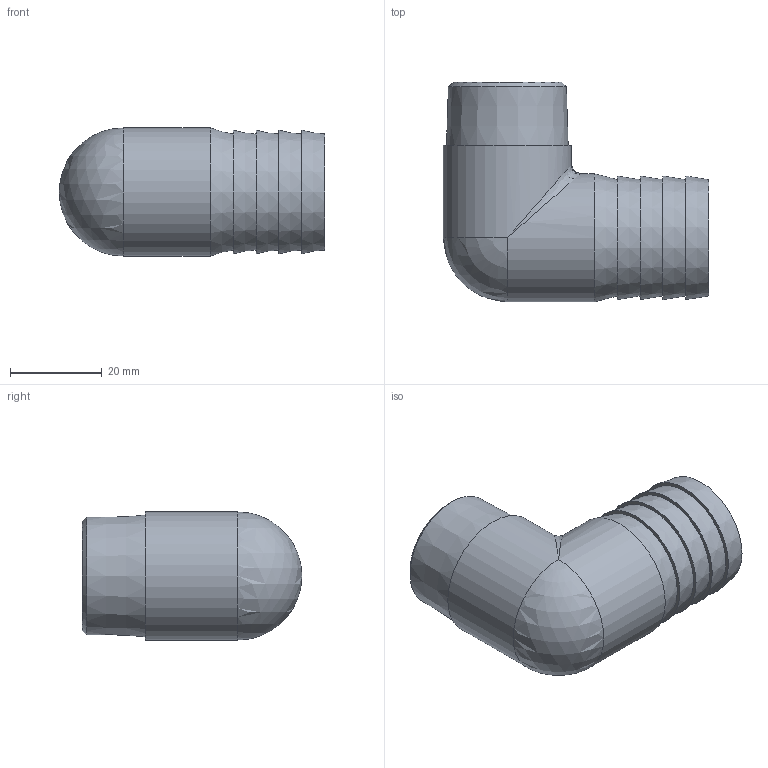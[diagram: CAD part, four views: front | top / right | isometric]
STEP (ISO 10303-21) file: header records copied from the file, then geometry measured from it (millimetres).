
FILE_DESCRIPTION(/* description */ (''),/* implementation_level */ '2;1');
FILE_NAME(/* name */ '3D_R304-SL-DN20_172564310.stp',/* time_stamp */ '2021-07-22T09:15:50+02:00',/* author */ ('cad'),/* organization */ (''),/* preprocessor_version */ 'ST-DEVELOPER v18.1',/* originating_system */ 'Autodesk Inventor 2022',/* authorisation */ '');
FILE_SCHEMA (('AUTOMOTIVE_DESIGN { 1 0 10303 214 3 1 1 }'));
Length unit declared in the file: millimetre
Products named in the file (1): 3D_R304-SL-DN20_172564310
Bounding box: 58 x 48 x 28 mm (x, y, z)
Volume: 17605.8 mm3; surface area: 12114 mm2
Topology: 1 solids, 1 shells, 24 faces, 53 edges, 28 vertices
Faces by surface type: cone 9, plane 7, cylinder 4, bspline 2, sphere 2
Full cylindrical faces by diameter (mm): 21 x2, 28 x2
Entity records: 750 total; most frequent: CARTESIAN_POINT 196, DIRECTION 123, ORIENTED_EDGE 90, AXIS2_PLACEMENT_3D 55, EDGE_CURVE 45, EDGE_LOOP 31, VERTEX_POINT 28, CIRCLE 26
